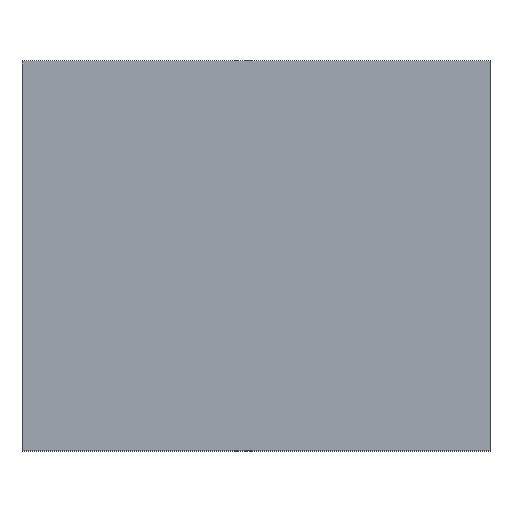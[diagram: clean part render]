
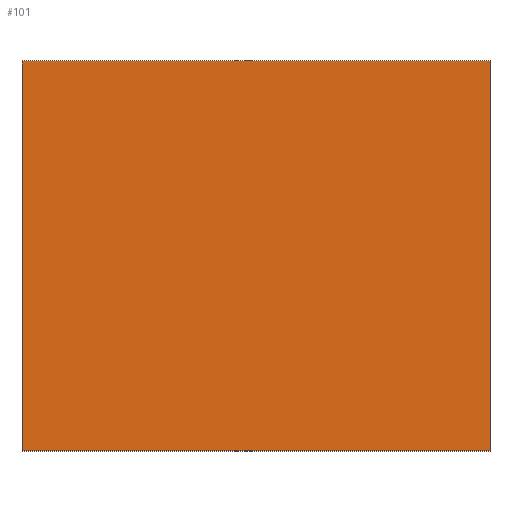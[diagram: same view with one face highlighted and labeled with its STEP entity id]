
A CAD part, top view. The second image highlights one B-rep face of the part: STEP entity #101.
In plain terms, the highlighted planar face has unit normal (0, 0, 1).
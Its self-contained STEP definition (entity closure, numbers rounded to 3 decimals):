
#3 = CARTESIAN_POINT ( 'NONE',  ( 1200., 0., 16.76 ) ) ;
#5 = LINE ( 'NONE', #49, #175 ) ;
#23 = DIRECTION ( 'NONE',  ( 1., 0., 0. ) ) ;
#26 = VECTOR ( 'NONE', #186, 1000. ) ;
#37 = LINE ( 'NONE', #138, #26 ) ;
#49 = CARTESIAN_POINT ( 'NONE',  ( 0., 1000., 16.76 ) ) ;
#50 = FACE_OUTER_BOUND ( 'NONE', #159, .T. ) ;
#54 = DIRECTION ( 'NONE',  ( -1., 0., 0. ) ) ;
#56 = VERTEX_POINT ( 'NONE', #3 ) ;
#59 = EDGE_CURVE ( 'NONE', #181, #86, #5, .T. ) ;
#62 = CARTESIAN_POINT ( 'NONE',  ( 0., 0., 16.76 ) ) ;
#67 = LINE ( 'NONE', #162, #128 ) ;
#72 = ORIENTED_EDGE ( 'NONE', *, *, #59, .T. ) ;
#81 = EDGE_CURVE ( 'NONE', #147, #56, #153, .T. ) ;
#83 = VECTOR ( 'NONE', #23, 1000. ) ;
#86 = VERTEX_POINT ( 'NONE', #90 ) ;
#90 = CARTESIAN_POINT ( 'NONE',  ( 0., 1000., 16.76 ) ) ;
#92 = DIRECTION ( 'NONE',  ( -1., 0., 0. ) ) ;
#95 = EDGE_CURVE ( 'NONE', #86, #147, #37, .T. ) ;
#101 = ADVANCED_FACE ( 'NONE', ( #50 ), #136, .F. ) ;
#104 = EDGE_CURVE ( 'NONE', #56, #181, #67, .T. ) ;
#108 = CARTESIAN_POINT ( 'NONE',  ( 0., 0., 16.76 ) ) ;
#111 = AXIS2_PLACEMENT_3D ( 'NONE', #108, #195, #54 ) ;
#128 = VECTOR ( 'NONE', #129, 1000. ) ;
#129 = DIRECTION ( 'NONE',  ( 0., 1., 0. ) ) ;
#136 = PLANE ( 'NONE',  #111 ) ;
#138 = CARTESIAN_POINT ( 'NONE',  ( 0., 0., 16.76 ) ) ;
#147 = VERTEX_POINT ( 'NONE', #177 ) ;
#153 = LINE ( 'NONE', #62, #83 ) ;
#155 = CARTESIAN_POINT ( 'NONE',  ( 1200., 1000., 16.76 ) ) ;
#159 = EDGE_LOOP ( 'NONE', ( #164, #198, #172, #72 ) ) ;
#162 = CARTESIAN_POINT ( 'NONE',  ( 1200., 0., 16.76 ) ) ;
#164 = ORIENTED_EDGE ( 'NONE', *, *, #95, .T. ) ;
#172 = ORIENTED_EDGE ( 'NONE', *, *, #104, .T. ) ;
#175 = VECTOR ( 'NONE', #92, 1000. ) ;
#177 = CARTESIAN_POINT ( 'NONE',  ( 0., 0., 16.76 ) ) ;
#181 = VERTEX_POINT ( 'NONE', #155 ) ;
#186 = DIRECTION ( 'NONE',  ( 0., -1., 0. ) ) ;
#195 = DIRECTION ( 'NONE',  ( 0., 0., -1. ) ) ;
#198 = ORIENTED_EDGE ( 'NONE', *, *, #81, .T. ) ;
